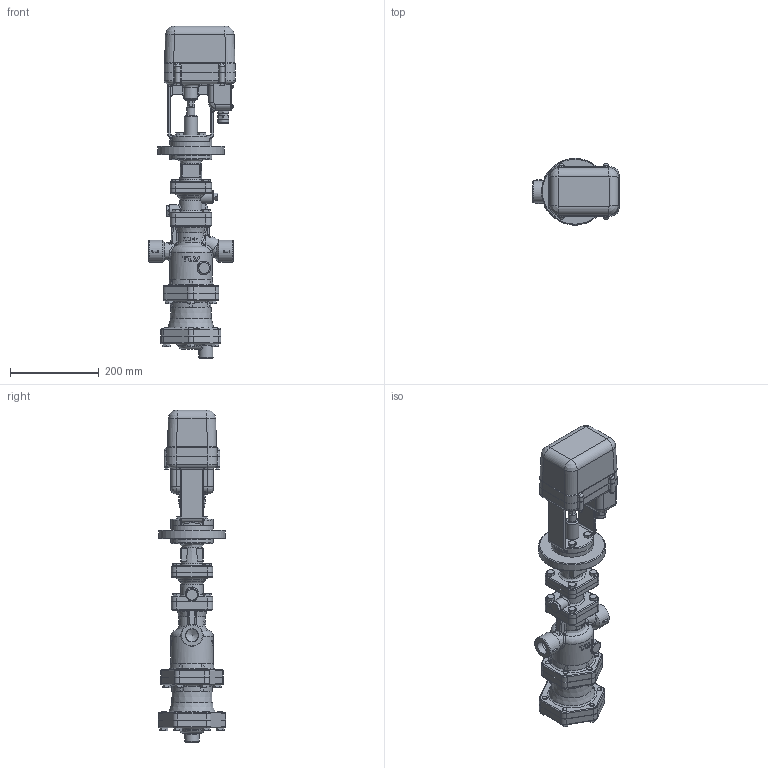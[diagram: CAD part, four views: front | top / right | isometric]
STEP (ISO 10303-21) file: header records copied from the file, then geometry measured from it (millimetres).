
FILE_DESCRIPTION((''),'2;1');
FILE_NAME('ccs3x-025-screw-00.stp','2010-06-24T11:07:49',('nakaot'),(''),'Autodesk Inventor 2008','Autodesk Inventor 2008','');
FILE_SCHEMA(('AUTOMOTIVE_DESIGN { 1 0 10303 214 1 1 1 1 }'));
Length unit declared in the file: millimetre
Products named in the file (1): ccs3x-025-screw-00
Bounding box: 195 x 152.01 x 747 mm (x, y, z)
Volume: 6360060 mm3; surface area: 575426.5 mm2
Topology: 3 solids, 3 shells, 1567 faces, 3776 edges, 2309 vertices
Faces by surface type: plane 592, cylinder 376, bspline 357, cone 139, torus 83, sphere 20
Full cylindrical faces by diameter (mm): 4.6 x4, 5.3 x4, 6 x8, 7 x4, 10 x48, 18 x1, 20 x2, 23 x1, 24 x2, 27 x1, 30 x2, 32 x2, 50 x4, 62.069 x1, 70 x1, 90 x1, 95 x3, 96 x1, 150 x1
Entity records: 74759 total; most frequent: CARTESIAN_POINT 41481, ORIENTED_EDGE 7008, DIRECTION 6423, EDGE_CURVE 3504, AXIS2_PLACEMENT_3D 2510, VERTEX_POINT 2250, EDGE_LOOP 1940, FACE_OUTER_BOUND 1567
